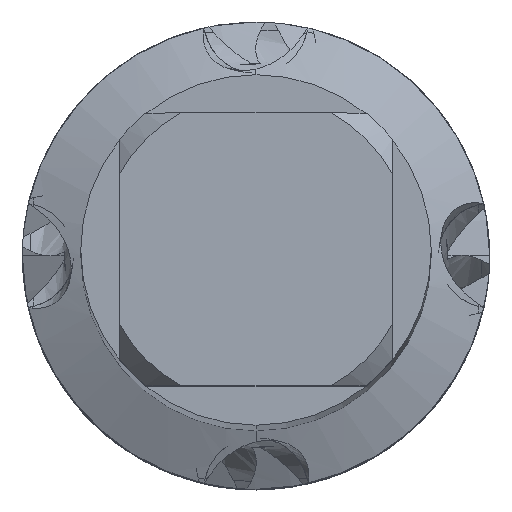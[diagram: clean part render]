
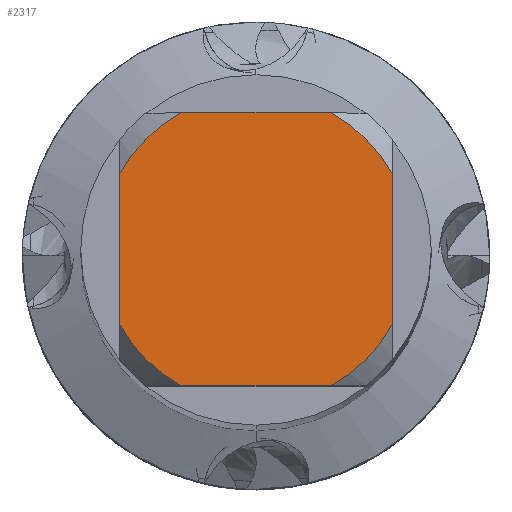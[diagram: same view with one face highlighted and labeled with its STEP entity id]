
A CAD part, top view. The second image highlights one B-rep face of the part: STEP entity #2317.
In plain terms, the highlighted planar face has unit normal (0, 0, 1).
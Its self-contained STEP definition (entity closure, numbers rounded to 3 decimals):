
#2309=VERTEX_POINT('',#6576);
#2317=ADVANCED_FACE('',(#6585),#6586,.T.);
#2465=VERTEX_POINT('',#6745);
#2581=VERTEX_POINT('',#6869);
#2967=EDGE_CURVE('',#4577,#5029,#7282,.T.);
#3471=VERTEX_POINT('',#7832);
#3599=EDGE_CURVE('',#4475,#4981,#7967,.T.);
#4325=EDGE_CURVE('',#3471,#5029,#8771,.T.);
#4475=VERTEX_POINT('',#8932);
#4497=EDGE_CURVE('',#4475,#2309,#8954,.T.);
#4577=VERTEX_POINT('',#9041);
#4981=VERTEX_POINT('',#9481);
#5027=EDGE_CURVE('',#4577,#2309,#9532,.T.);
#5029=VERTEX_POINT('',#9534);
#5327=EDGE_CURVE('',#2581,#4981,#9850,.T.);
#5921=EDGE_CURVE('',#3471,#2465,#10504,.T.);
#6175=EDGE_CURVE('',#2581,#2465,#10776,.T.);
#6576=CARTESIAN_POINT('',(3.5,1.936,0.0));
#6585=FACE_OUTER_BOUND('',#12320,.T.);
#6586=PLANE('',#12321);
#6745=CARTESIAN_POINT('',(-3.5,-1.936,0.0));
#6869=CARTESIAN_POINT('',(-3.5,1.936,0.0));
#7282=CIRCLE('',#15016,4.0);
#7832=CARTESIAN_POINT('',(-1.936,-3.5,0.0));
#7967=LINE('',#18118,#18119);
#8771=LINE('',#22599,#22600);
#8932=CARTESIAN_POINT('',(1.936,3.5,0.0));
#8954=CIRCLE('',#23304,4.0);
#9041=CARTESIAN_POINT('',(3.5,-1.936,0.0));
#9481=CARTESIAN_POINT('',(-1.936,3.5,0.0));
#9532=LINE('',#26701,#26702);
#9534=CARTESIAN_POINT('',(1.936,-3.5,0.0));
#9850=CIRCLE('',#28095,4.0);
#10504=CIRCLE('',#31318,4.0);
#10776=LINE('',#33076,#33077);
#12320=EDGE_LOOP('',(#34093,#34094,#34095,#34096,#34097,#34098,#34099,#34100));
#12321=AXIS2_PLACEMENT_3D('',#34101,#34102,#34103);
#15016=AXIS2_PLACEMENT_3D('',#34631,#34632,#34633);
#18118=CARTESIAN_POINT('',(0.0,3.5,0.0));
#18119=VECTOR('',#35298,1.0);
#22599=CARTESIAN_POINT('',(0.0,-3.5,0.0));
#22600=VECTOR('',#36198,1.0);
#23304=AXIS2_PLACEMENT_3D('',#36351,#36352,#36353);
#26701=CARTESIAN_POINT('',(3.5,1.0,0.0));
#26702=VECTOR('',#37001,1.0);
#28095=AXIS2_PLACEMENT_3D('',#37243,#37244,#37245);
#31318=AXIS2_PLACEMENT_3D('',#37953,#37954,#37955);
#33076=CARTESIAN_POINT('',(-3.5,1.0,0.0));
#33077=VECTOR('',#38153,1.0);
#34093=ORIENTED_EDGE('',*,*,#6175,.T.);
#34094=ORIENTED_EDGE('',*,*,#5921,.F.);
#34095=ORIENTED_EDGE('',*,*,#4325,.T.);
#34096=ORIENTED_EDGE('',*,*,#2967,.F.);
#34097=ORIENTED_EDGE('',*,*,#5027,.T.);
#34098=ORIENTED_EDGE('',*,*,#4497,.F.);
#34099=ORIENTED_EDGE('',*,*,#3599,.T.);
#34100=ORIENTED_EDGE('',*,*,#5327,.F.);
#34101=CARTESIAN_POINT('',(0.0,2.0,0.0));
#34102=DIRECTION('',(-0.0,0.0,1.0));
#34103=DIRECTION('',(0.0,-1.0,0.0));
#34631=CARTESIAN_POINT('',(0.0,0.0,0.0));
#34632=DIRECTION('',(0.0,0.0,-1.0));
#34633=DIRECTION('',(0.0,1.0,0.0));
#35298=DIRECTION('',(-1.0,0.0,0.0));
#36198=DIRECTION('',(1.0,0.0,0.0));
#36351=CARTESIAN_POINT('',(0.0,0.0,0.0));
#36352=DIRECTION('',(0.0,0.0,-1.0));
#36353=DIRECTION('',(0.0,1.0,0.0));
#37001=DIRECTION('',(-0.0,1.0,0.0));
#37243=CARTESIAN_POINT('',(0.0,0.0,0.0));
#37244=DIRECTION('',(0.0,0.0,-1.0));
#37245=DIRECTION('',(0.0,1.0,0.0));
#37953=CARTESIAN_POINT('',(0.0,0.0,0.0));
#37954=DIRECTION('',(0.0,0.0,-1.0));
#37955=DIRECTION('',(0.0,1.0,0.0));
#38153=DIRECTION('',(-0.0,-1.0,0.0));
